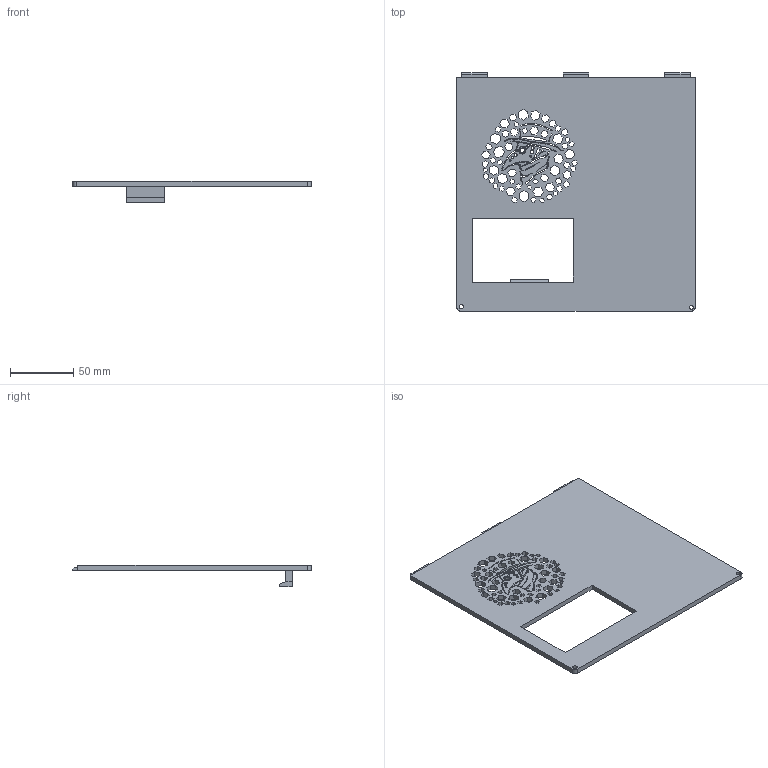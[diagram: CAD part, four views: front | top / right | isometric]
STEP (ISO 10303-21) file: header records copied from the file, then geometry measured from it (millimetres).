
FILE_DESCRIPTION(('FreeCAD Model'),'2;1');
FILE_NAME('Open CASCADE Shape Model','2024-06-07T00:18:02',('Author'),( ''),'Open CASCADE STEP processor 7.6','FreeCAD','Unknown');
FILE_SCHEMA(('AUTOMOTIVE_DESIGN { 1 0 10303 214 1 1 1 1 }'));
Length unit declared in the file: millimetre
Products named in the file (1): Fillet
Bounding box: 188 x 188 x 17 mm (x, y, z)
Volume: 118403.1 mm3; surface area: 70593.4 mm2
Topology: 1 solids, 1 shells, 568 faces, 1685 edges, 1120 vertices
Faces by surface type: plane 418, extrusion 140, cylinder 10
Full cylindrical faces by diameter (mm): 1.602 x1, 1.64 x1, 1.934 x1, 2.181 x1, 2.233 x1, 2.603 x1, 3.25 x2
Entity records: 26992 total; most frequent: CARTESIAN_POINT 11947, ORIENTED_EDGE 3370, DIRECTION 2423, EDGE_CURVE 1685, VECTOR 1525, LINE 1385, VERTEX_POINT 1120, FACE_BOUND 747
